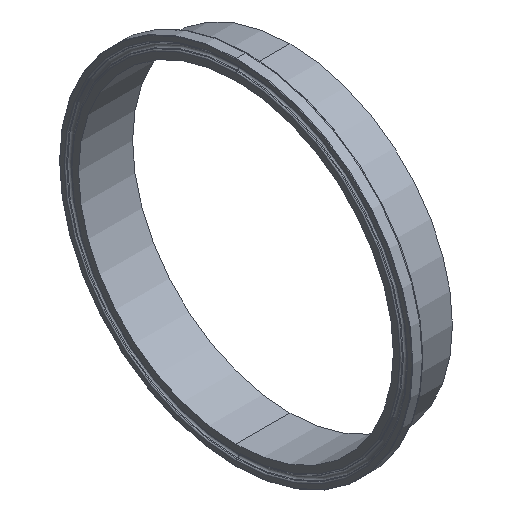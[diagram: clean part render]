
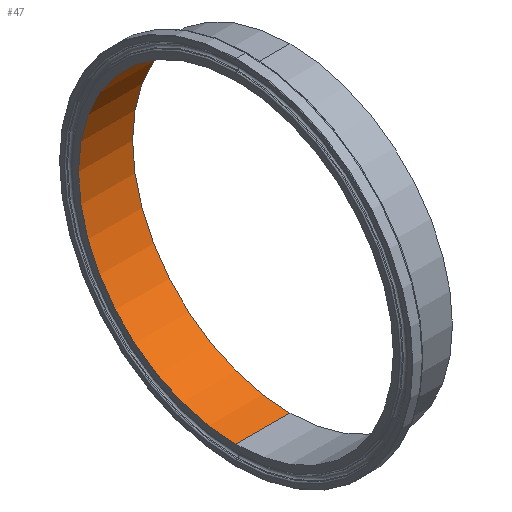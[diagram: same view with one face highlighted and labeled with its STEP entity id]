
A CAD part, isometric view. The second image highlights one B-rep face of the part: STEP entity #47.
In plain terms, the highlighted cylindrical face has radius 81.55 mm (diameter 163.1 mm), a partial arc.
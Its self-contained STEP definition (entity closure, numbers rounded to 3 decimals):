
#17 = DIRECTION ( 'NONE',  ( 0., 0., 1. ) ) ;
#28 = EDGE_LOOP ( 'NONE', ( #719, #641, #170, #406 ) ) ;
#47 = ADVANCED_FACE ( 'NONE', ( #219 ), #684, .F. ) ;
#54 = VECTOR ( 'NONE', #271, 1000. ) ;
#75 = AXIS2_PLACEMENT_3D ( 'NONE', #537, #316, #17 ) ;
#95 = DIRECTION ( 'NONE',  ( -1., 0., 0. ) ) ;
#97 = CARTESIAN_POINT ( 'NONE',  ( 28., 0., 81.55 ) ) ;
#103 = DIRECTION ( 'NONE',  ( -1., 0., 0. ) ) ;
#135 = VECTOR ( 'NONE', #95, 1000. ) ;
#143 = DIRECTION ( 'NONE',  ( -1., 0., 0. ) ) ;
#170 = ORIENTED_EDGE ( 'NONE', *, *, #676, .T. ) ;
#218 = CARTESIAN_POINT ( 'NONE',  ( 0., 0., -81.55 ) ) ;
#219 = FACE_OUTER_BOUND ( 'NONE', #28, .T. ) ;
#254 = VERTEX_POINT ( 'NONE', #97 ) ;
#271 = DIRECTION ( 'NONE',  ( -1., 0., 0. ) ) ;
#275 = CARTESIAN_POINT ( 'NONE',  ( 0., 0., -81.55 ) ) ;
#316 = DIRECTION ( 'NONE',  ( -1., 0., 0. ) ) ;
#323 = EDGE_CURVE ( 'NONE', #254, #511, #657, .T. ) ;
#331 = AXIS2_PLACEMENT_3D ( 'NONE', #619, #143, #558 ) ;
#372 = VERTEX_POINT ( 'NONE', #466 ) ;
#375 = AXIS2_PLACEMENT_3D ( 'NONE', #391, #103, #570 ) ;
#390 = CARTESIAN_POINT ( 'NONE',  ( 0., 0., 81.55 ) ) ;
#391 = CARTESIAN_POINT ( 'NONE',  ( 0., 0., 0. ) ) ;
#406 = ORIENTED_EDGE ( 'NONE', *, *, #552, .T. ) ;
#416 = CARTESIAN_POINT ( 'NONE',  ( 28., 0., -81.55 ) ) ;
#441 = CIRCLE ( 'NONE', #75, 81.55 ) ;
#466 = CARTESIAN_POINT ( 'NONE',  ( 0., 0., 81.55 ) ) ;
#511 = VERTEX_POINT ( 'NONE', #416 ) ;
#537 = CARTESIAN_POINT ( 'NONE',  ( 0., 0., 0. ) ) ;
#552 = EDGE_CURVE ( 'NONE', #372, #736, #441, .T. ) ;
#558 = DIRECTION ( 'NONE',  ( 0., 0., 1. ) ) ;
#570 = DIRECTION ( 'NONE',  ( 0., 0., 1. ) ) ;
#617 = LINE ( 'NONE', #218, #135 ) ;
#619 = CARTESIAN_POINT ( 'NONE',  ( 28., 0., 0. ) ) ;
#641 = ORIENTED_EDGE ( 'NONE', *, *, #323, .F. ) ;
#657 = CIRCLE ( 'NONE', #331, 81.55 ) ;
#670 = LINE ( 'NONE', #390, #54 ) ;
#676 = EDGE_CURVE ( 'NONE', #254, #372, #670, .T. ) ;
#684 = CYLINDRICAL_SURFACE ( 'NONE', #375, 81.55 ) ;
#719 = ORIENTED_EDGE ( 'NONE', *, *, #743, .F. ) ;
#736 = VERTEX_POINT ( 'NONE', #275 ) ;
#743 = EDGE_CURVE ( 'NONE', #511, #736, #617, .T. ) ;
